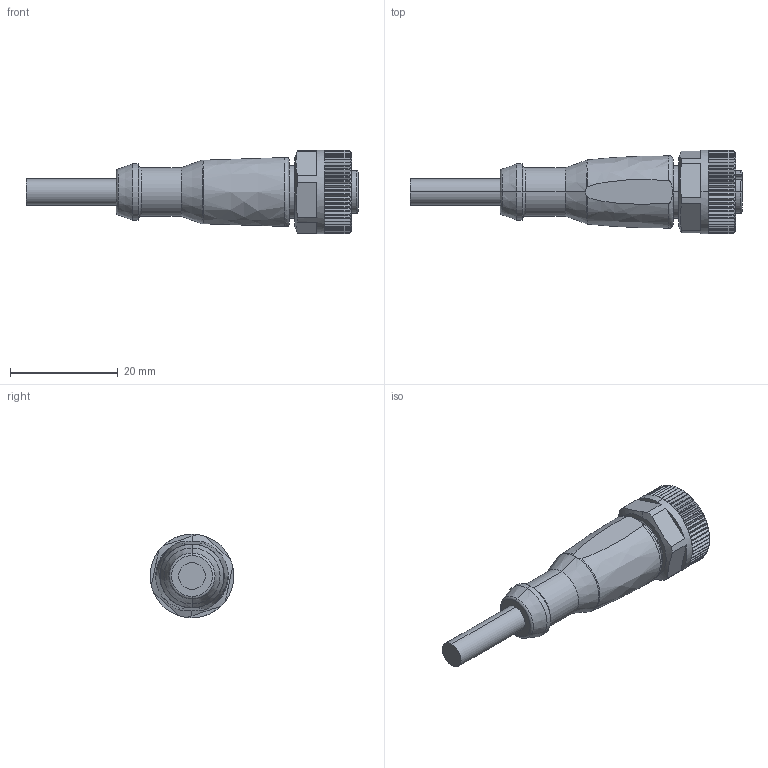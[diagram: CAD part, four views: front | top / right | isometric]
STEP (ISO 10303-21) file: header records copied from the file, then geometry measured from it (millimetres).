
FILE_DESCRIPTION(('HOOPS Exchange Step'),'2;1');
FILE_NAME('export-3B9762A5-FF89-4B14-AFE9-61AB767640EC.stp','2023-10-06T18:49:23+02:00',('Engineering'),('Alibre'),'HOOPS Exchange 2021.0','Alibre','Unknown authorisation');
FILE_SCHEMA( ('AP242_MANAGED_MODEL_BASED_3D_ENGINEERING_MIM_LF {1 0 10303 442 1 1 4 }') );
Length unit declared in the file: millimetre
Products named in the file (1): 6342 EVC071 Straight Female M12 5-pole (5m)
Bounding box: 61.51 x 15.5 x 15.5 mm (x, y, z)
Volume: 5093.7 mm3; surface area: 3016.5 mm2
Topology: 1 solids, 1 shells, 253 faces, 712 edges, 468 vertices
Faces by surface type: plane 146, cylinder 80, cone 14, torus 11, bspline 2
Entity records: 8577 total; most frequent: CARTESIAN_POINT 2055, ORIENTED_EDGE 1424, DIRECTION 1277, EDGE_CURVE 712, VERTEX_POINT 468, AXIS2_PLACEMENT_3D 458, VECTOR 361, LINE 361
